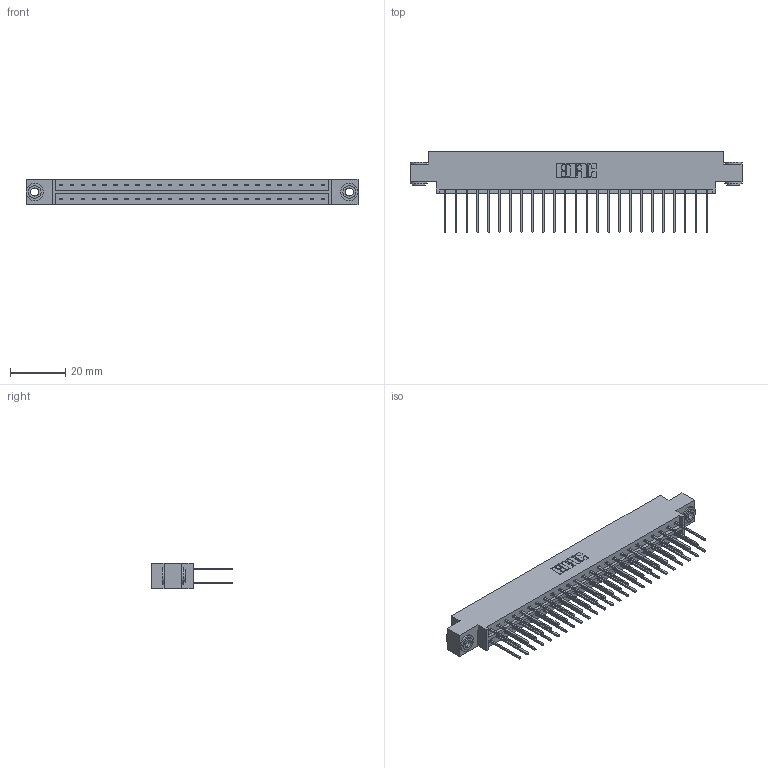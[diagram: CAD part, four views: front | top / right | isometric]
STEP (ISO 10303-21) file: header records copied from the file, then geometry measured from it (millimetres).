
FILE_DESCRIPTION (( 'STEP AP203' ), '1' );
FILE_NAME ('833-050-540-803.STEP', '2020-06-04T17:32:19', ( '' ), ( '' ), 'SwSTEP 2.0', 'SolidWorks 2020', '' );
FILE_SCHEMA (( 'CONFIG_CONTROL_DESIGN' ));
Length unit declared in the file: inch
Products named in the file (4): 833 Part_Offset - .156 Dia - TH; 345-250-002_345-250-002-102; 833-050-540-803; 345-292-001_345-293-140
Assembly tree (53 placements, depth 2):
  833-050-540-803
    833 Part_Offset - .156 Dia - TH
    345-292-001_345-293-140  x50
    345-250-002_345-250-002-102  x2
Bounding box: 120.6 x 29.47 x 9.4 mm (x, y, z)
Volume: 12134.7 mm3; surface area: 15535.8 mm2
Topology: 53 solids, 53 shells, 2756 faces, 8149 edges, 5362 vertices
Faces by surface type: plane 1884, cylinder 864, cone 8
Entity records: 19082 total; most frequent: CARTESIAN_POINT 3161, ORIENTED_EDGE 3090, DIRECTION 2763, EDGE_CURVE 1545, VECTOR 1393, LINE 1393, VERTEX_POINT 1026, AXIS2_PLACEMENT_3D 685
